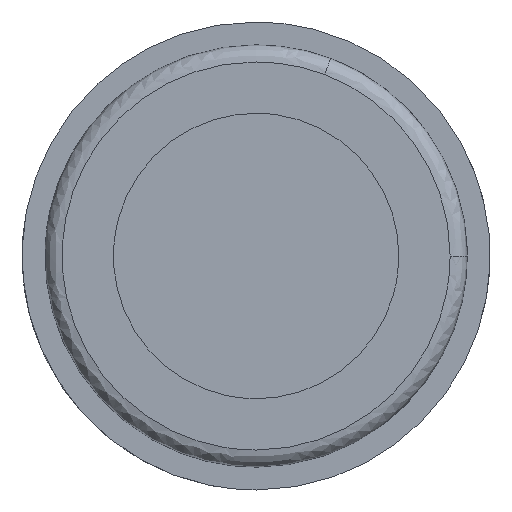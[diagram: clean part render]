
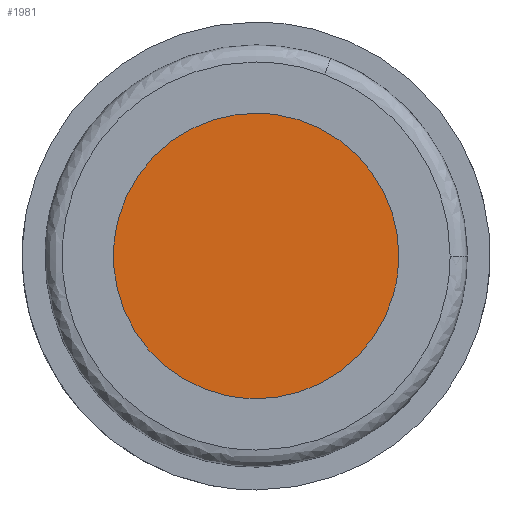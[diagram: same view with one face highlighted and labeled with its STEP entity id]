
A CAD part, front view. The second image highlights one B-rep face of the part: STEP entity #1981.
In plain terms, the highlighted free-form (B-spline) face has degree [1, 1] with [2, 2] control points.
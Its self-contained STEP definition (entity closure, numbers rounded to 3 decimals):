
#900=CARTESIAN_POINT('',(12.413,9.8,-1.475));
#901=VERTEX_POINT('',#900);
#902=CARTESIAN_POINT('',(0.0,9.8,12.5));
#903=VERTEX_POINT('',#902);
#904=CARTESIAN_POINT('',(12.413,9.8,-1.475));
#905=CARTESIAN_POINT('',(12.5,9.8,-0.74));
#906=CARTESIAN_POINT('',(12.5,9.8,0.));
#907=CARTESIAN_POINT('',(12.5,9.8,12.5));
#908=CARTESIAN_POINT('',(0.0,9.8,12.5));
#916=(BOUNDED_CURVE()B_SPLINE_CURVE(2,(#904,#905,#906,#907,#908),.UNSPECIFIED.,.F.,.U.)B_SPLINE_CURVE_WITH_KNOTS((3,2,3),(0.23,0.25,0.5),.UNSPECIFIED.)CURVE()GEOMETRIC_REPRESENTATION_ITEM()RATIONAL_B_SPLINE_CURVE((0.956,0.976,1.0,0.707,1.0))REPRESENTATION_ITEM(''));
#917=EDGE_CURVE('',#901,#903,#916,.T.);
#958=CARTESIAN_POINT('',(-12.477,9.8,0.763));
#959=VERTEX_POINT('',#958);
#965=CARTESIAN_POINT('',(0.0,9.8,12.5));
#966=CARTESIAN_POINT('',(-11.759,9.8,12.5));
#967=CARTESIAN_POINT('',(-12.477,9.8,0.763));
#975=(BOUNDED_CURVE()B_SPLINE_CURVE(2,(#965,#966,#967),.UNSPECIFIED.,.F.,.U.)B_SPLINE_CURVE_WITH_KNOTS((3,3),(0.5,0.739),.UNSPECIFIED.)CURVE()GEOMETRIC_REPRESENTATION_ITEM()RATIONAL_B_SPLINE_CURVE((1.0,0.72,0.976))REPRESENTATION_ITEM(''));
#976=EDGE_CURVE('',#903,#959,#975,.T.);
#999=CARTESIAN_POINT('',(0.0,9.8,-12.5));
#1000=VERTEX_POINT('',#999);
#1001=CARTESIAN_POINT('',(0.0,9.8,-12.5));
#1002=CARTESIAN_POINT('',(11.102,9.8,-12.5));
#1003=CARTESIAN_POINT('',(12.413,9.8,-1.475));
#1011=(BOUNDED_CURVE()B_SPLINE_CURVE(2,(#1001,#1002,#1003),.UNSPECIFIED.,.F.,.U.)B_SPLINE_CURVE_WITH_KNOTS((3,3),(0.0,0.23),.UNSPECIFIED.)CURVE()GEOMETRIC_REPRESENTATION_ITEM()RATIONAL_B_SPLINE_CURVE((1.0,0.731,0.956))REPRESENTATION_ITEM(''));
#1012=EDGE_CURVE('',#1000,#901,#1011,.T.);
#1014=CARTESIAN_POINT('',(-12.477,9.8,0.763));
#1015=CARTESIAN_POINT('',(-12.5,9.8,0.382));
#1016=CARTESIAN_POINT('',(-12.5,9.8,0.));
#1017=CARTESIAN_POINT('',(-12.5,9.8,-12.5));
#1018=CARTESIAN_POINT('',(0.0,9.8,-12.5));
#1026=(BOUNDED_CURVE()B_SPLINE_CURVE(2,(#1014,#1015,#1016,#1017,#1018),.UNSPECIFIED.,.F.,.U.)B_SPLINE_CURVE_WITH_KNOTS((3,2,3),(0.739,0.75,1.0),.UNSPECIFIED.)CURVE()GEOMETRIC_REPRESENTATION_ITEM()RATIONAL_B_SPLINE_CURVE((0.976,0.988,1.0,0.707,1.0))REPRESENTATION_ITEM(''));
#1027=EDGE_CURVE('',#959,#1000,#1026,.T.);
#1970=CARTESIAN_POINT('',(-13.748,9.8,-13.749));
#1971=CARTESIAN_POINT('',(-13.748,9.8,13.749));
#1972=CARTESIAN_POINT('',(13.749,9.8,-13.749));
#1973=CARTESIAN_POINT('',(13.749,9.8,13.749));
#1974=B_SPLINE_SURFACE_WITH_KNOTS('',1,1,((#1970,#1972),(#1971,#1973)),.UNSPECIFIED.,.F.,.F.,.U.,(2,2),(2,2),(0.0,27.498),(0.0,27.497),.UNSPECIFIED.);
#1975=ORIENTED_EDGE('',*,*,#1012,.T.);
#1976=ORIENTED_EDGE('',*,*,#917,.T.);
#1977=ORIENTED_EDGE('',*,*,#976,.T.);
#1978=ORIENTED_EDGE('',*,*,#1027,.T.);
#1979=EDGE_LOOP('',(#1975,#1976,#1977,#1978));
#1980=FACE_OUTER_BOUND('',#1979,.T.);
#1981=ADVANCED_FACE('',(#1980),#1974,.F.);
